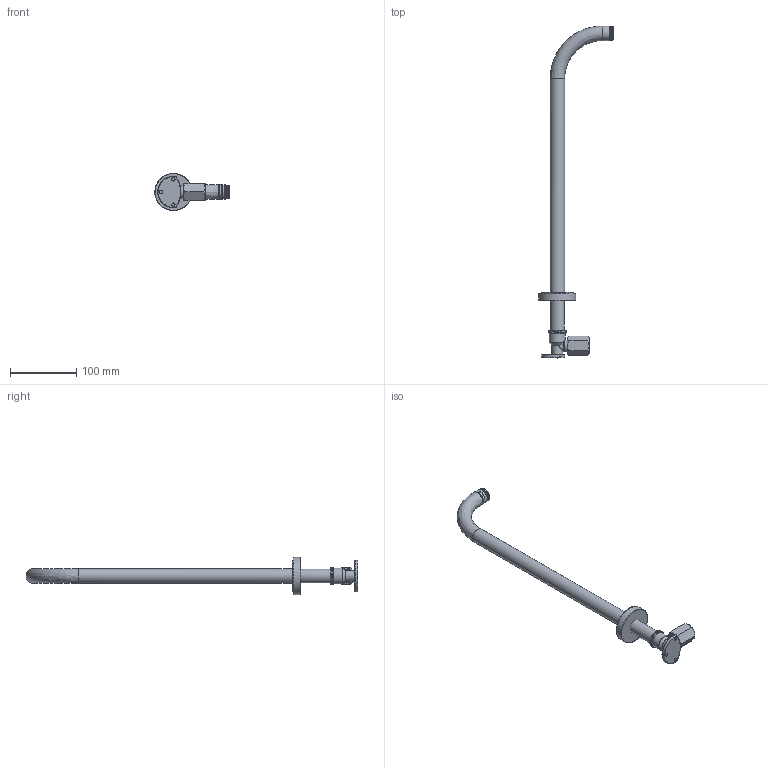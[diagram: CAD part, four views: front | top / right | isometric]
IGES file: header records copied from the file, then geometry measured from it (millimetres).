
Global section: file name: V762-A; native system: Autodesk Inventor 2016; preprocessor: unknown; author: rclarke; date: 20160411.091915; units: millimetre
Bounding box: 111.97 x 501 x 56 mm (x, y, z)
Volume: 95728.7 mm3; surface area: 91908.7 mm2
Topology: 8 solids, 8 shells, 146 faces, 376 edges, 256 vertices
Faces by surface type: bspline 146
